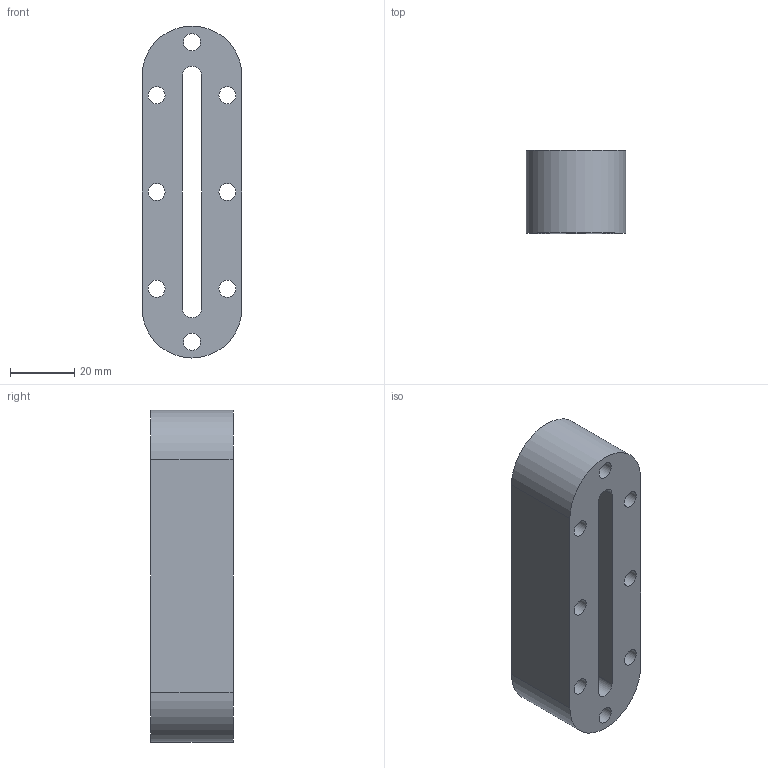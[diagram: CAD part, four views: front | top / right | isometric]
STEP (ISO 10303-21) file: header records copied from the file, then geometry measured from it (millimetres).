
FILE_DESCRIPTION(/* description */ (''),/* implementation_level */ '2;1');
FILE_NAME(/* name */ 'Aladdin_00261v5_lamature.stp',/* time_stamp */ '2024-07-26T10:55:44+02:00',/* author */ (''),/* organization */ (''),/* preprocessor_version */ 'ST-DEVELOPER v19.4',/* originating_system */ 'SIEMENS PLM Software NX2306.9102',/* authorisation */ '');
FILE_SCHEMA (('AUTOMOTIVE_DESIGN { 1 0 10303 214 3 1 1 1 }'));
Length unit declared in the file: millimetre
Products named in the file (1): IR3_00000261_v5_lamature_objects
Bounding box: 31 x 25.6 x 103 mm (x, y, z)
Volume: 50743.3 mm3; surface area: 19520.1 mm2
Topology: 1 solids, 1 shells, 43 faces, 114 edges, 74 vertices
Faces by surface type: cylinder 22, plane 19, cone 2
Full cylindrical faces by diameter (mm): 5.3 x8, 8.6 x8
Entity records: 1284 total; most frequent: DIRECTION 224, CARTESIAN_POINT 224, ORIENTED_EDGE 180, AXIS2_PLACEMENT_3D 92, EDGE_CURVE 90, EDGE_LOOP 78, VERTEX_POINT 66, FACE_BOUND 62
